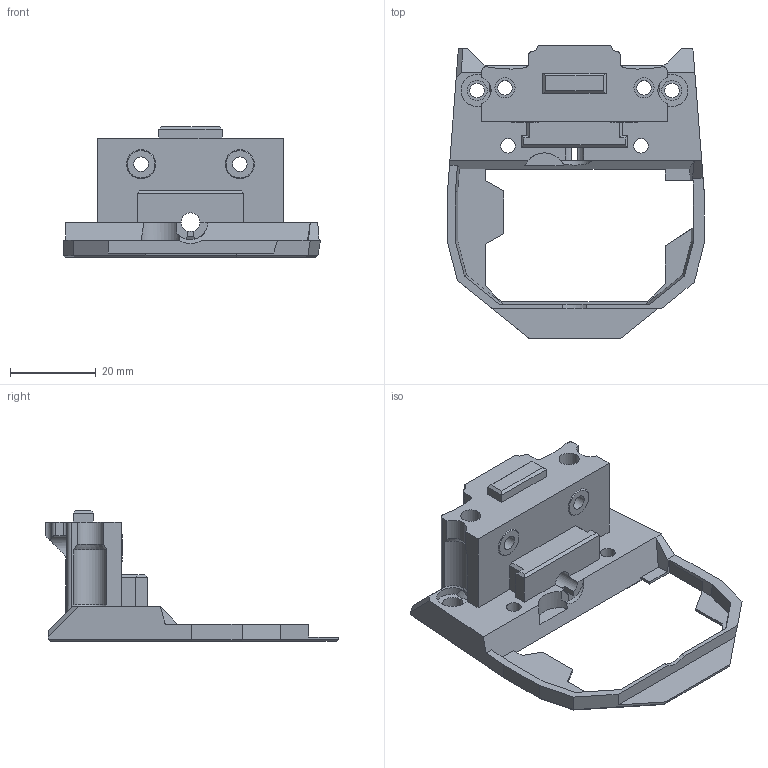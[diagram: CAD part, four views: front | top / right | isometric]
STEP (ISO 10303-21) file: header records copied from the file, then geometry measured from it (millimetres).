
FILE_DESCRIPTION (( 'STEP AP203' ), '1' );
FILE_NAME ('LGX-Mount-SW-r01d - 1.STEP', '2022-11-21T00:05:20', ( '' ), ( '' ), 'SwSTEP 2.0', 'SolidWorks 2022', '' );
FILE_SCHEMA (( 'CONFIG_CONTROL_DESIGN' ));
Length unit declared in the file: millimetre
Products named in the file (1): LGX-Mount-SW-r01d - 1
Bounding box: 59.91 x 68.35 x 30.45 mm (x, y, z)
Volume: 21700.6 mm3; surface area: 10687.7 mm2
Topology: 1 solids, 3 shells, 265 faces, 682 edges, 429 vertices
Faces by surface type: plane 196, cylinder 51, cone 18
Full cylindrical faces by diameter (mm): 3.4 x9, 4.4 x1, 4.7 x5, 6 x6, 7.5 x2
Entity records: 7928 total; most frequent: CARTESIAN_POINT 1569, ORIENTED_EDGE 1282, DIRECTION 1263, EDGE_CURVE 641, VECTOR 469, LINE 469, VERTEX_POINT 419, AXIS2_PLACEMENT_3D 397
